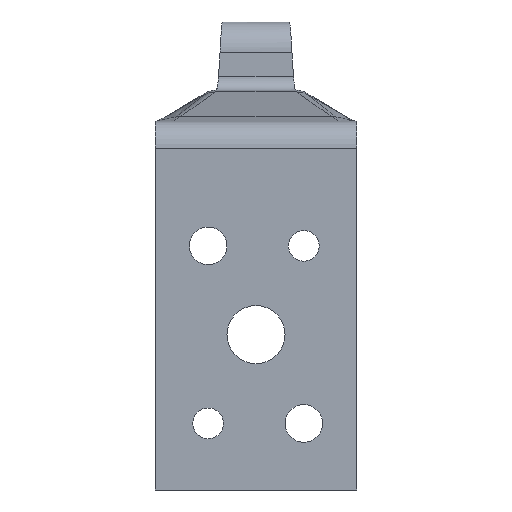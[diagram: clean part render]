
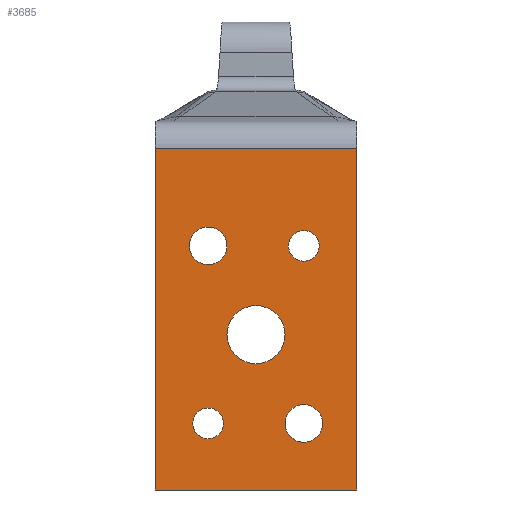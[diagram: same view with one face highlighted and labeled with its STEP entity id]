
A CAD part, front view. The second image highlights one B-rep face of the part: STEP entity #3685.
In plain terms, the highlighted face is planar.
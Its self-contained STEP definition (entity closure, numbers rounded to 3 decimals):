
#6 = AXIS2_PLACEMENT_3D ( 'NONE', #1799, #4439, #4769 ) ;
#49 = DIRECTION ( 'NONE',  ( 0., -1., 0. ) ) ;
#70 = CARTESIAN_POINT ( 'NONE',  ( -4., -2., 14.75 ) ) ;
#253 = EDGE_CURVE ( 'NONE', #745, #921, #2292, .T. ) ;
#257 = VECTOR ( 'NONE', #49, 1000. ) ;
#286 = VERTEX_POINT ( 'NONE', #4598 ) ;
#298 = AXIS2_PLACEMENT_3D ( 'NONE', #4261, #895, #3191 ) ;
#387 = VECTOR ( 'NONE', #3620, 1000. ) ;
#414 = ORIENTED_EDGE ( 'NONE', *, *, #926, .T. ) ;
#454 = ORIENTED_EDGE ( 'NONE', *, *, #2910, .T. ) ;
#496 = VERTEX_POINT ( 'NONE', #4324 ) ;
#500 = FACE_BOUND ( 'NONE', #4319, .T. ) ;
#551 = FACE_BOUND ( 'NONE', #4639, .T. ) ;
#586 = DIRECTION ( 'NONE',  ( 1., 0., 0. ) ) ;
#623 = LINE ( 'NONE', #997, #387 ) ;
#639 = AXIS2_PLACEMENT_3D ( 'NONE', #1142, #3769, #1076 ) ;
#641 = DIRECTION ( 'NONE',  ( 1., 0., 0. ) ) ;
#649 = ORIENTED_EDGE ( 'NONE', *, *, #3853, .T. ) ;
#745 = VERTEX_POINT ( 'NONE', #3443 ) ;
#788 = AXIS2_PLACEMENT_3D ( 'NONE', #2363, #1631, #902 ) ;
#792 = VERTEX_POINT ( 'NONE', #1258 ) ;
#825 = AXIS2_PLACEMENT_3D ( 'NONE', #4327, #3969, #4753 ) ;
#856 = EDGE_CURVE ( 'NONE', #286, #3492, #2684, .T. ) ;
#865 = DIRECTION ( 'NONE',  ( 0., -1., 0. ) ) ;
#878 = FACE_OUTER_BOUND ( 'NONE', #4665, .T. ) ;
#895 = DIRECTION ( 'NONE',  ( 1., 0., 0. ) ) ;
#902 = DIRECTION ( 'NONE',  ( 0., -1., 0. ) ) ;
#921 = VERTEX_POINT ( 'NONE', #4724 ) ;
#926 = EDGE_CURVE ( 'NONE', #3795, #2966, #3792, .T. ) ;
#938 = VERTEX_POINT ( 'NONE', #4011 ) ;
#965 = DIRECTION ( 'NONE',  ( 0., -1., 0. ) ) ;
#990 = CARTESIAN_POINT ( 'NONE',  ( -4., -25., 0. ) ) ;
#997 = CARTESIAN_POINT ( 'NONE',  ( -4., -2., -14.75 ) ) ;
#1076 = DIRECTION ( 'NONE',  ( 0., -1., 0. ) ) ;
#1142 = CARTESIAN_POINT ( 'NONE',  ( -4., -29.25, 0. ) ) ;
#1191 = DIRECTION ( 'NONE',  ( 1., 0., 0. ) ) ;
#1241 = FACE_BOUND ( 'NONE', #2027, .T. ) ;
#1249 = CARTESIAN_POINT ( 'NONE',  ( -4., -29.25, 0. ) ) ;
#1258 = CARTESIAN_POINT ( 'NONE',  ( -4., -52., -14.75 ) ) ;
#1326 = VECTOR ( 'NONE', #4600, 1000. ) ;
#1548 = EDGE_CURVE ( 'NONE', #4579, #2675, #1756, .T. ) ;
#1631 = DIRECTION ( 'NONE',  ( -1., 0., 0. ) ) ;
#1665 = CARTESIAN_POINT ( 'NONE',  ( -4., -2., -14.75 ) ) ;
#1756 = CIRCLE ( 'NONE', #4585, 4.25 ) ;
#1799 = CARTESIAN_POINT ( 'NONE',  ( -4., -16.25, -7. ) ) ;
#1924 = CARTESIAN_POINT ( 'NONE',  ( -4., -14., 7. ) ) ;
#1991 = CARTESIAN_POINT ( 'NONE',  ( -4., -16.25, 7. ) ) ;
#2015 = ORIENTED_EDGE ( 'NONE', *, *, #3552, .T. ) ;
#2027 = EDGE_LOOP ( 'NONE', ( #3585, #3230 ) ) ;
#2073 = EDGE_CURVE ( 'NONE', #2966, #3795, #2922, .T. ) ;
#2109 = CARTESIAN_POINT ( 'NONE',  ( -4., -52., -14.75 ) ) ;
#2292 = CIRCLE ( 'NONE', #3954, 2.25 ) ;
#2329 = CIRCLE ( 'NONE', #2639, 2.75 ) ;
#2363 = CARTESIAN_POINT ( 'NONE',  ( -4., -2., -14.75 ) ) ;
#2390 = FACE_BOUND ( 'NONE', #3249, .T. ) ;
#2392 = VERTEX_POINT ( 'NONE', #70 ) ;
#2396 = DIRECTION ( 'NONE',  ( 1., 0., 0. ) ) ;
#2402 = LINE ( 'NONE', #3087, #1326 ) ;
#2414 = FACE_BOUND ( 'NONE', #2620, .T. ) ;
#2451 = LINE ( 'NONE', #2109, #3991 ) ;
#2488 = CIRCLE ( 'NONE', #4068, 2.75 ) ;
#2507 = CARTESIAN_POINT ( 'NONE',  ( -4., -13.5, -7. ) ) ;
#2560 = CIRCLE ( 'NONE', #4151, 2.25 ) ;
#2611 = CARTESIAN_POINT ( 'NONE',  ( -4., -2., -14.75 ) ) ;
#2620 = EDGE_LOOP ( 'NONE', ( #2015, #3265 ) ) ;
#2639 = AXIS2_PLACEMENT_3D ( 'NONE', #3023, #1191, #4467 ) ;
#2673 = CARTESIAN_POINT ( 'NONE',  ( -4., -45., 7. ) ) ;
#2675 = VERTEX_POINT ( 'NONE', #3714 ) ;
#2684 = CIRCLE ( 'NONE', #298, 2.25 ) ;
#2715 = CIRCLE ( 'NONE', #639, 4.25 ) ;
#2801 = EDGE_CURVE ( 'NONE', #2392, #938, #2402, .T. ) ;
#2812 = ORIENTED_EDGE ( 'NONE', *, *, #1548, .T. ) ;
#2910 = EDGE_CURVE ( 'NONE', #792, #938, #2451, .T. ) ;
#2922 = CIRCLE ( 'NONE', #825, 2.75 ) ;
#2966 = VERTEX_POINT ( 'NONE', #3691 ) ;
#2995 = EDGE_CURVE ( 'NONE', #3156, #792, #4179, .T. ) ;
#3023 = CARTESIAN_POINT ( 'NONE',  ( -4., -42.25, 7. ) ) ;
#3084 = DIRECTION ( 'NONE',  ( 0., -1., 0. ) ) ;
#3087 = CARTESIAN_POINT ( 'NONE',  ( -4., -2., 14.75 ) ) ;
#3134 = CARTESIAN_POINT ( 'NONE',  ( -4., -42.25, -7. ) ) ;
#3156 = VERTEX_POINT ( 'NONE', #1665 ) ;
#3191 = DIRECTION ( 'NONE',  ( 0., -1., 0. ) ) ;
#3230 = ORIENTED_EDGE ( 'NONE', *, *, #4557, .T. ) ;
#3249 = EDGE_LOOP ( 'NONE', ( #2812, #649 ) ) ;
#3265 = ORIENTED_EDGE ( 'NONE', *, *, #4244, .T. ) ;
#3443 = CARTESIAN_POINT ( 'NONE',  ( -4., -40., -7. ) ) ;
#3471 = PLANE ( 'NONE',  #788 ) ;
#3492 = VERTEX_POINT ( 'NONE', #1924 ) ;
#3552 = EDGE_CURVE ( 'NONE', #496, #3568, #2329, .T. ) ;
#3564 = DIRECTION ( 'NONE',  ( 1., 0., 0. ) ) ;
#3568 = VERTEX_POINT ( 'NONE', #2673 ) ;
#3585 = ORIENTED_EDGE ( 'NONE', *, *, #253, .T. ) ;
#3620 = DIRECTION ( 'NONE',  ( 0., 0., 1. ) ) ;
#3676 = EDGE_CURVE ( 'NONE', #3492, #286, #2560, .T. ) ;
#3685 = ADVANCED_FACE ( 'NONE', ( #1241, #500, #2414, #2390, #551, #878 ), #3471, .T. ) ;
#3691 = CARTESIAN_POINT ( 'NONE',  ( -4., -19., -7. ) ) ;
#3693 = ORIENTED_EDGE ( 'NONE', *, *, #2801, .F. ) ;
#3714 = CARTESIAN_POINT ( 'NONE',  ( -4., -33.5, 0. ) ) ;
#3769 = DIRECTION ( 'NONE',  ( 1., 0., 0. ) ) ;
#3792 = CIRCLE ( 'NONE', #6, 2.75 ) ;
#3795 = VERTEX_POINT ( 'NONE', #2507 ) ;
#3841 = DIRECTION ( 'NONE',  ( 0., -1., 0. ) ) ;
#3853 = EDGE_CURVE ( 'NONE', #2675, #4579, #2715, .T. ) ;
#3887 = AXIS2_PLACEMENT_3D ( 'NONE', #4338, #641, #965 ) ;
#3932 = CARTESIAN_POINT ( 'NONE',  ( -4., -42.25, 7. ) ) ;
#3954 = AXIS2_PLACEMENT_3D ( 'NONE', #3134, #586, #3084 ) ;
#3969 = DIRECTION ( 'NONE',  ( 1., 0., 0. ) ) ;
#3991 = VECTOR ( 'NONE', #4767, 1000. ) ;
#4011 = CARTESIAN_POINT ( 'NONE',  ( -4., -52., 14.75 ) ) ;
#4044 = ORIENTED_EDGE ( 'NONE', *, *, #4107, .F. ) ;
#4068 = AXIS2_PLACEMENT_3D ( 'NONE', #3932, #3564, #4621 ) ;
#4104 = ORIENTED_EDGE ( 'NONE', *, *, #2073, .T. ) ;
#4107 = EDGE_CURVE ( 'NONE', #3156, #2392, #623, .T. ) ;
#4130 = CIRCLE ( 'NONE', #3887, 2.25 ) ;
#4151 = AXIS2_PLACEMENT_3D ( 'NONE', #1991, #4608, #3841 ) ;
#4179 = LINE ( 'NONE', #2611, #257 ) ;
#4244 = EDGE_CURVE ( 'NONE', #3568, #496, #2488, .T. ) ;
#4261 = CARTESIAN_POINT ( 'NONE',  ( -4., -16.25, 7. ) ) ;
#4263 = ORIENTED_EDGE ( 'NONE', *, *, #3676, .T. ) ;
#4319 = EDGE_LOOP ( 'NONE', ( #414, #4104 ) ) ;
#4324 = CARTESIAN_POINT ( 'NONE',  ( -4., -39.5, 7. ) ) ;
#4327 = CARTESIAN_POINT ( 'NONE',  ( -4., -16.25, -7. ) ) ;
#4338 = CARTESIAN_POINT ( 'NONE',  ( -4., -42.25, -7. ) ) ;
#4411 = ORIENTED_EDGE ( 'NONE', *, *, #2995, .T. ) ;
#4439 = DIRECTION ( 'NONE',  ( 1., 0., 0. ) ) ;
#4467 = DIRECTION ( 'NONE',  ( 0., -1., 0. ) ) ;
#4557 = EDGE_CURVE ( 'NONE', #921, #745, #4130, .T. ) ;
#4571 = ORIENTED_EDGE ( 'NONE', *, *, #856, .T. ) ;
#4579 = VERTEX_POINT ( 'NONE', #990 ) ;
#4585 = AXIS2_PLACEMENT_3D ( 'NONE', #1249, #2396, #865 ) ;
#4598 = CARTESIAN_POINT ( 'NONE',  ( -4., -18.5, 7. ) ) ;
#4600 = DIRECTION ( 'NONE',  ( 0., -1., 0. ) ) ;
#4608 = DIRECTION ( 'NONE',  ( 1., 0., 0. ) ) ;
#4621 = DIRECTION ( 'NONE',  ( 0., -1., 0. ) ) ;
#4639 = EDGE_LOOP ( 'NONE', ( #4263, #4571 ) ) ;
#4665 = EDGE_LOOP ( 'NONE', ( #3693, #4044, #4411, #454 ) ) ;
#4724 = CARTESIAN_POINT ( 'NONE',  ( -4., -44.5, -7. ) ) ;
#4753 = DIRECTION ( 'NONE',  ( 0., -1., 0. ) ) ;
#4767 = DIRECTION ( 'NONE',  ( 0., 0., 1. ) ) ;
#4769 = DIRECTION ( 'NONE',  ( 0., -1., 0. ) ) ;
